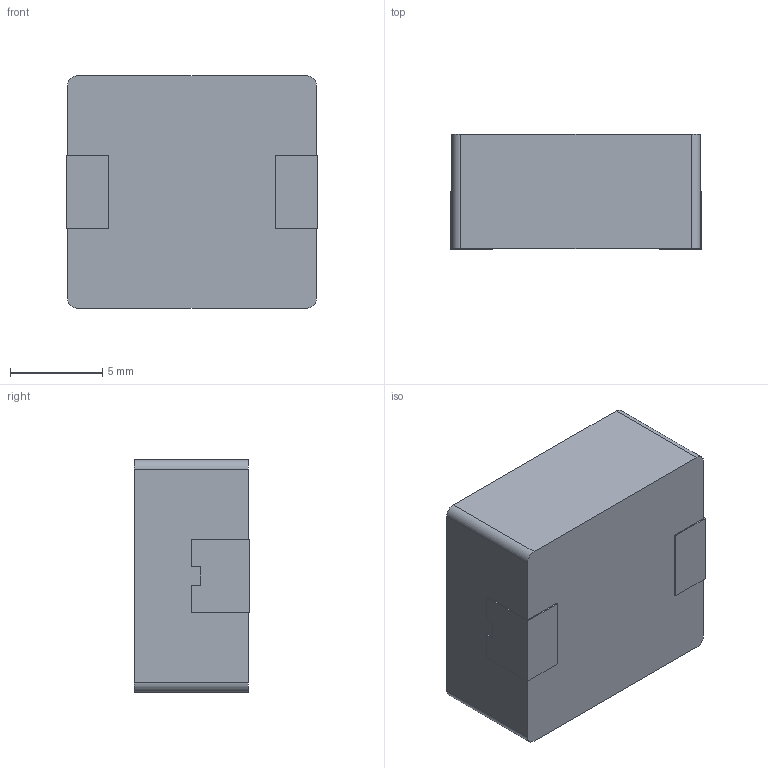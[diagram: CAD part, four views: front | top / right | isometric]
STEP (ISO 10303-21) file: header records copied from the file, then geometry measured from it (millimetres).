
FILE_DESCRIPTION (( 'STEP AP214' ), '1' );
FILE_NAME ('AMDLA1306S.STEP', '2019-07-16T09:25:39', ( '' ), ( '' ), 'SwSTEP 2.0', 'SolidWorks 2018', '' );
FILE_SCHEMA (( 'AUTOMOTIVE_DESIGN' ));
Length unit declared in the file: millimetre
Products named in the file (1): AMDLA1306S
Bounding box: 13.64 x 6.27 x 12.6 mm (x, y, z)
Volume: 1056.2 mm3; surface area: 809.9 mm2
Topology: 3 solids, 3 shells, 176 faces, 465 edges, 310 vertices
Faces by surface type: plane 118, bspline 54, cylinder 4
Entity records: 9916 total; most frequent: CARTESIAN_POINT 4262, ORIENTED_EDGE 930, DIRECTION 611, EDGE_CURVE 465, LINE 349, VECTOR 349, VERTEX_POINT 310, EDGE_LOOP 191
